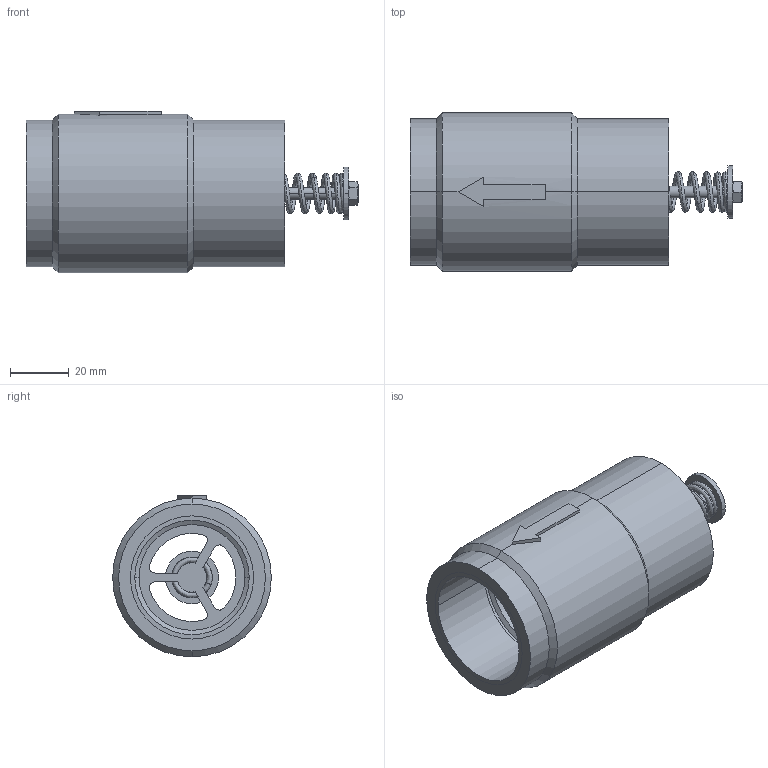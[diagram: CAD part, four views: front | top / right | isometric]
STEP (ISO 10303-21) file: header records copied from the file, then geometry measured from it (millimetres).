
FILE_DESCRIPTION((''),'2;1');
FILE_NAME('VAC00125_BAUGR_ASM','2009-10-08T',('rnennstiel'),('MTC GmbH'),'PRO/ENGINEER BY PARAMETRIC TECHNOLOGY CORPORATION, 2008310','PRO/ENGINEER BY PARAMETRIC TECHNOLOGY CORPORATION, 2008310','');
FILE_SCHEMA(('AUTOMOTIVE_DESIGN_CC2 { 1 2 10303 214 -1 1 5 2 }'));
Length unit declared in the file: millimetre
Products named in the file (6): VAC00125; GEWINDESTANGE_M4; FEDER_VARIABLE_STEIGUNG; SCHEIBE; DINEN24032-M4_1; VAC00125_BAUGR_ASM
Assembly tree (5 placements, depth 2):
  VAC00125_BAUGR_ASM
    VAC00125
    GEWINDESTANGE_M4
    FEDER_VARIABLE_STEIGUNG
    SCHEIBE
    DINEN24032-M4_1
Bounding box: 113 x 54 x 55 mm (x, y, z)
Volume: 101067.7 mm3; surface area: 39514.6 mm2
Topology: 5 solids, 9 shells, 104 faces, 247 edges, 157 vertices
Faces by surface type: cylinder 42, plane 34, cone 12, bspline 12, torus 4
Entity records: 6856 total; most frequent: CARTESIAN_POINT 3691, DIRECTION 529, ORIENTED_EDGE 474, EDGE_CURVE 247, AXIS2_PLACEMENT_3D 217, PRESENTATION_STYLE_ASSIGNMENT 202, STYLED_ITEM 202, CURVE_STYLE 197
